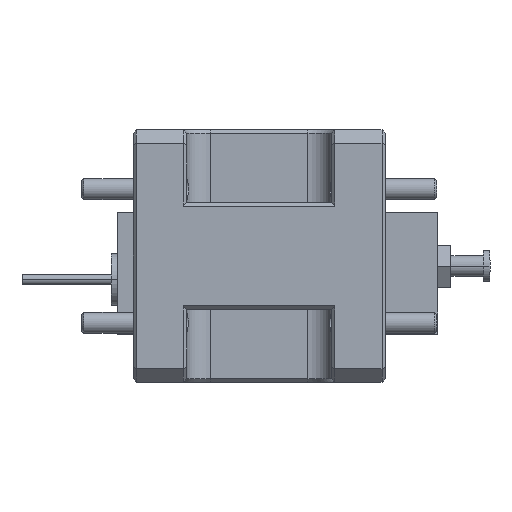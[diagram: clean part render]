
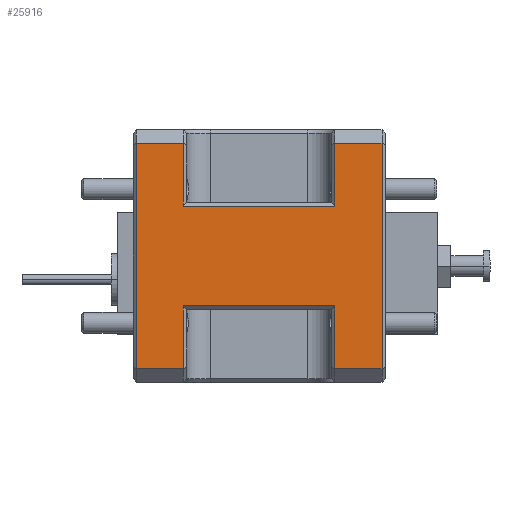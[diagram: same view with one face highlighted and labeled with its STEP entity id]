
A CAD part, left-side view. The second image highlights one B-rep face of the part: STEP entity #25916.
In plain terms, the highlighted planar face has unit normal (-1, 0, 0).
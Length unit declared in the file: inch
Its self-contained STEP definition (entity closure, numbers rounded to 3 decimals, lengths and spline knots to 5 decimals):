
#403 = DIRECTION ( 'NONE',  ( 0., -1., 0. ) ) ;
#588 = VERTEX_POINT ( 'NONE', #19409 ) ;
#719 = DIRECTION ( 'NONE',  ( 0., 0., 1. ) ) ;
#854 = VECTOR ( 'NONE', #719, 39.37008 ) ;
#1322 = VERTEX_POINT ( 'NONE', #7664 ) ;
#1432 = CARTESIAN_POINT ( 'NONE',  ( -0.375, 0.225, -0.1485 ) ) ;
#2126 = EDGE_LOOP ( 'NONE', ( #2715, #2737, #36224, #13872, #11031, #36370, #13134, #30698, #19983, #19157, #32408, #29074 ) ) ;
#2715 = ORIENTED_EDGE ( 'NONE', *, *, #12518, .T. ) ;
#2737 = ORIENTED_EDGE ( 'NONE', *, *, #33711, .T. ) ;
#2860 = VECTOR ( 'NONE', #38992, 39.37008 ) ;
#4091 = EDGE_CURVE ( 'NONE', #13908, #20423, #27440, .T. ) ;
#4242 = LINE ( 'NONE', #38043, #13102 ) ;
#4472 = CARTESIAN_POINT ( 'NONE',  ( -0.375, 0.365, 0. ) ) ;
#4554 = VECTOR ( 'NONE', #32368, 39.37008 ) ;
#5831 = DIRECTION ( 'NONE',  ( 0., 0., 1. ) ) ;
#6310 = EDGE_CURVE ( 'NONE', #21248, #1322, #14400, .T. ) ;
#6449 = CARTESIAN_POINT ( 'NONE',  ( -0.375, -0.225, 0.335 ) ) ;
#6489 = VECTOR ( 'NONE', #15455, 39.37008 ) ;
#6776 = LINE ( 'NONE', #24926, #6489 ) ;
#7441 = VERTEX_POINT ( 'NONE', #37304 ) ;
#7664 = CARTESIAN_POINT ( 'NONE',  ( -0.375, 0.225, 0.335 ) ) ;
#8267 = CARTESIAN_POINT ( 'NONE',  ( -0.375, 0.225, -0.335 ) ) ;
#8570 = VERTEX_POINT ( 'NONE', #23453 ) ;
#8858 = CARTESIAN_POINT ( 'NONE',  ( -0.375, 0.225, 0.375 ) ) ;
#8965 = CARTESIAN_POINT ( 'NONE',  ( -0.375, 0.225, 0. ) ) ;
#9233 = VECTOR ( 'NONE', #38848, 39.37008 ) ;
#9564 = LINE ( 'NONE', #9757, #12915 ) ;
#9757 = CARTESIAN_POINT ( 'NONE',  ( -0.375, 0.375, -0.335 ) ) ;
#9802 = VECTOR ( 'NONE', #403, 39.37008 ) ;
#9981 = VECTOR ( 'NONE', #5831, 39.37008 ) ;
#10952 = DIRECTION ( 'NONE',  ( 0., 1., 0. ) ) ;
#11031 = ORIENTED_EDGE ( 'NONE', *, *, #6310, .T. ) ;
#11562 = LINE ( 'NONE', #27341, #9233 ) ;
#12136 = DIRECTION ( 'NONE',  ( 1., 0., 0. ) ) ;
#12328 = CARTESIAN_POINT ( 'NONE',  ( -0.375, 0.375, 0. ) ) ;
#12350 = CARTESIAN_POINT ( 'NONE',  ( -0.375, -0.225, -0.1485 ) ) ;
#12518 = EDGE_CURVE ( 'NONE', #15572, #588, #22196, .T. ) ;
#12915 = VECTOR ( 'NONE', #36480, 39.37008 ) ;
#13102 = VECTOR ( 'NONE', #10952, 39.37008 ) ;
#13134 = ORIENTED_EDGE ( 'NONE', *, *, #22258, .T. ) ;
#13872 = ORIENTED_EDGE ( 'NONE', *, *, #29643, .T. ) ;
#13908 = VERTEX_POINT ( 'NONE', #1432 ) ;
#14181 = LINE ( 'NONE', #31983, #4554 ) ;
#14400 = LINE ( 'NONE', #8858, #35088 ) ;
#15455 = DIRECTION ( 'NONE',  ( 0., 0., -1. ) ) ;
#15493 = DIRECTION ( 'NONE',  ( 0., 1., 0. ) ) ;
#15572 = VERTEX_POINT ( 'NONE', #21085 ) ;
#16710 = DIRECTION ( 'NONE',  ( 0., 0., -1. ) ) ;
#17349 = EDGE_CURVE ( 'NONE', #19788, #13908, #26358, .T. ) ;
#18257 = AXIS2_PLACEMENT_3D ( 'NONE', #12328, #12136, #15493 ) ;
#19157 = ORIENTED_EDGE ( 'NONE', *, *, #4091, .T. ) ;
#19409 = CARTESIAN_POINT ( 'NONE',  ( -0.375, -0.365, 0.335 ) ) ;
#19538 = EDGE_CURVE ( 'NONE', #1322, #8570, #4242, .T. ) ;
#19788 = VERTEX_POINT ( 'NONE', #8267 ) ;
#19983 = ORIENTED_EDGE ( 'NONE', *, *, #17349, .T. ) ;
#20423 = VERTEX_POINT ( 'NONE', #12350 ) ;
#21085 = CARTESIAN_POINT ( 'NONE',  ( -0.375, -0.365, -0.335 ) ) ;
#21201 = LINE ( 'NONE', #30313, #30058 ) ;
#21248 = VERTEX_POINT ( 'NONE', #37020 ) ;
#21340 = LINE ( 'NONE', #26925, #2860 ) ;
#22196 = LINE ( 'NONE', #25178, #854 ) ;
#22258 = EDGE_CURVE ( 'NONE', #8570, #30032, #31551, .T. ) ;
#23453 = CARTESIAN_POINT ( 'NONE',  ( -0.375, 0.365, 0.335 ) ) ;
#23788 = PLANE ( 'NONE',  #18257 ) ;
#24015 = VERTEX_POINT ( 'NONE', #6449 ) ;
#24610 = VECTOR ( 'NONE', #16710, 39.37008 ) ;
#24926 = CARTESIAN_POINT ( 'NONE',  ( -0.375, -0.225, 0. ) ) ;
#25178 = CARTESIAN_POINT ( 'NONE',  ( -0.375, -0.365, 0. ) ) ;
#25916 = ADVANCED_FACE ( 'NONE', ( #35894 ), #23788, .F. ) ;
#26358 = LINE ( 'NONE', #8965, #9981 ) ;
#26925 = CARTESIAN_POINT ( 'NONE',  ( -0.375, -0.215, 0.335 ) ) ;
#26978 = CARTESIAN_POINT ( 'NONE',  ( -0.375, -0.225, 0.1485 ) ) ;
#27341 = CARTESIAN_POINT ( 'NONE',  ( -0.375, -0.225, 0.375 ) ) ;
#27440 = LINE ( 'NONE', #33757, #9802 ) ;
#28633 = VERTEX_POINT ( 'NONE', #26978 ) ;
#29074 = ORIENTED_EDGE ( 'NONE', *, *, #35839, .T. ) ;
#29541 = CARTESIAN_POINT ( 'NONE',  ( -0.375, 0.365, -0.335 ) ) ;
#29643 = EDGE_CURVE ( 'NONE', #28633, #21248, #14181, .T. ) ;
#30032 = VERTEX_POINT ( 'NONE', #29541 ) ;
#30058 = VECTOR ( 'NONE', #33096, 39.37008 ) ;
#30313 = CARTESIAN_POINT ( 'NONE',  ( -0.375, 0.375, -0.335 ) ) ;
#30698 = ORIENTED_EDGE ( 'NONE', *, *, #38665, .T. ) ;
#31513 = EDGE_CURVE ( 'NONE', #20423, #7441, #6776, .T. ) ;
#31551 = LINE ( 'NONE', #4472, #24610 ) ;
#31983 = CARTESIAN_POINT ( 'NONE',  ( -0.375, 0.375, 0.1485 ) ) ;
#32368 = DIRECTION ( 'NONE',  ( 0., 1., 0. ) ) ;
#32408 = ORIENTED_EDGE ( 'NONE', *, *, #31513, .T. ) ;
#33096 = DIRECTION ( 'NONE',  ( 0., -1., 0. ) ) ;
#33711 = EDGE_CURVE ( 'NONE', #588, #24015, #21340, .T. ) ;
#33757 = CARTESIAN_POINT ( 'NONE',  ( -0.375, 0.375, -0.1485 ) ) ;
#35088 = VECTOR ( 'NONE', #38935, 39.37008 ) ;
#35839 = EDGE_CURVE ( 'NONE', #7441, #15572, #9564, .T. ) ;
#35894 = FACE_OUTER_BOUND ( 'NONE', #2126, .T. ) ;
#36224 = ORIENTED_EDGE ( 'NONE', *, *, #38630, .T. ) ;
#36370 = ORIENTED_EDGE ( 'NONE', *, *, #19538, .T. ) ;
#36480 = DIRECTION ( 'NONE',  ( 0., -1., 0. ) ) ;
#37020 = CARTESIAN_POINT ( 'NONE',  ( -0.375, 0.225, 0.1485 ) ) ;
#37304 = CARTESIAN_POINT ( 'NONE',  ( -0.375, -0.225, -0.335 ) ) ;
#38043 = CARTESIAN_POINT ( 'NONE',  ( -0.375, 0.375, 0.335 ) ) ;
#38630 = EDGE_CURVE ( 'NONE', #24015, #28633, #11562, .T. ) ;
#38665 = EDGE_CURVE ( 'NONE', #30032, #19788, #21201, .T. ) ;
#38848 = DIRECTION ( 'NONE',  ( 0., 0., -1. ) ) ;
#38935 = DIRECTION ( 'NONE',  ( 0., 0., 1. ) ) ;
#38992 = DIRECTION ( 'NONE',  ( 0., 1., 0. ) ) ;
